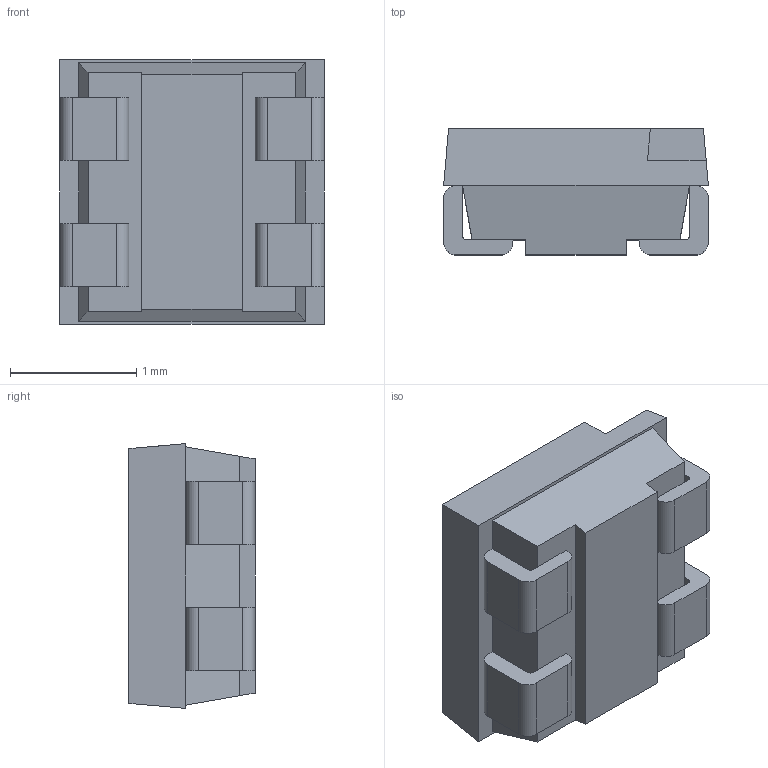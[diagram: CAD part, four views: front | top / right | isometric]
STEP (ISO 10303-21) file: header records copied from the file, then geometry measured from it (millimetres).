
FILE_DESCRIPTION(/* description */ (''),/* implementation_level */ '2;1');
FILE_NAME(/* name */ '2020-RGB-LED v4.step',/* time_stamp */ '2023-09-27T09:26:17+02:00',/* author */ (''),/* organization */ (''),/* preprocessor_version */ 'ST-DEVELOPER v20',/* originating_system */ 'Autodesk Translation Framework v12.14.0.127',/* authorisation */ '');
FILE_SCHEMA (('AUTOMOTIVE_DESIGN { 1 0 10303 214 3 1 1 }'));
Length unit declared in the file: millimetre
Products named in the file (1): 2020-RGB-LED
Bounding box: 2.1 x 1 x 2.1 mm (x, y, z)
Volume: 3.4 mm3; surface area: 29.4 mm2
Topology: 9 solids, 9 shells, 86 faces, 201 edges, 134 vertices
Faces by surface type: plane 69, cylinder 17
Full cylindrical faces by diameter (mm): 1.6 x1
Entity records: 2507 total; most frequent: CARTESIAN_POINT 422, DIRECTION 409, ORIENTED_EDGE 402, EDGE_CURVE 201, LINE 167, VECTOR 167, VERTEX_POINT 134, AXIS2_PLACEMENT_3D 121
